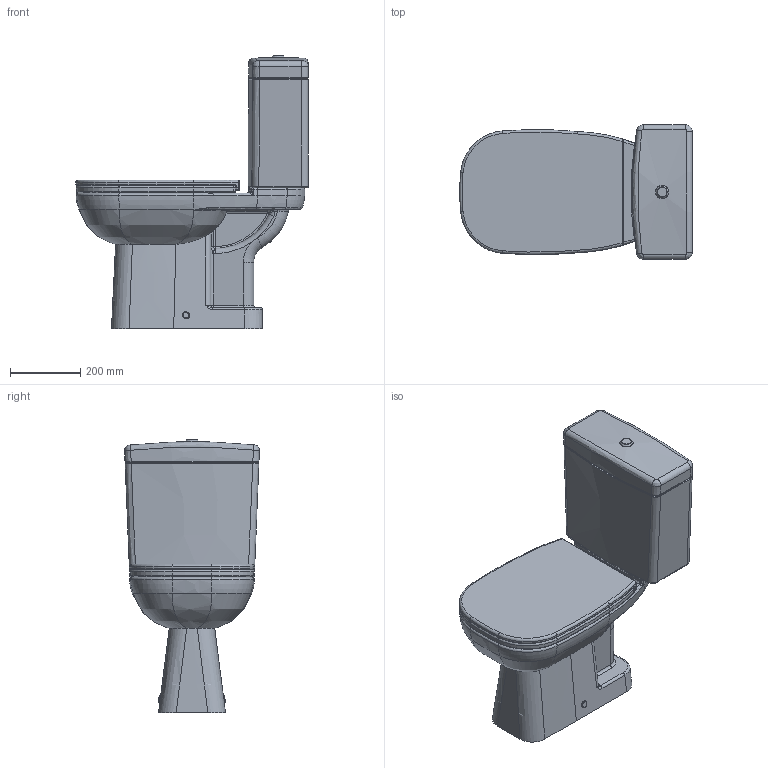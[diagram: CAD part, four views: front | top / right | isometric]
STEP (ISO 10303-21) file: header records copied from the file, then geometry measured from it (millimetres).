
FILE_DESCRIPTION((''),'2;1');
FILE_NAME('211101_092700.stp','2007-11-24T16:00:48',('Huebner'),(''),'Autodesk Inventor 11','Autodesk Inventor 11','');
FILE_SCHEMA(('AUTOMOTIVE_DESIGN { 1 0 10303 214 1 1 1 1 }'));
Length unit declared in the file: millimetre
Products named in the file (7): 211101_092700; 211101; Deckel_unten_211101; Deckel_oben_211101; Spühlkasten_211101; Stopfen_unten; Spülkastenstopfen
Assembly tree (7 placements, depth 2):
  211101_092700
    211101
    Deckel_unten_211101
    Deckel_oben_211101
    Spühlkasten_211101
    Stopfen_unten  x2
    Spülkastenstopfen
Bounding box: 660.51 x 382.97 x 777 mm (x, y, z)
Volume: 47697197.4 mm3; surface area: 2073823.2 mm2
Topology: 7 solids, 7 shells, 438 faces, 987 edges, 567 vertices
Faces by surface type: cylinder 136, bspline 125, torus 88, plane 80, sphere 8, cone 1
Full cylindrical faces by diameter (mm): 8 x2, 12 x2, 15 x8, 19 x2, 20 x3, 70 x2, 88 x1, 102 x1
Entity records: 30284 total; most frequent: CARTESIAN_POINT 21157, ORIENTED_EDGE 1854, DIRECTION 1842, EDGE_CURVE 927, AXIS2_PLACEMENT_3D 805, VERTEX_POINT 560, EDGE_LOOP 487, CIRCLE 463
